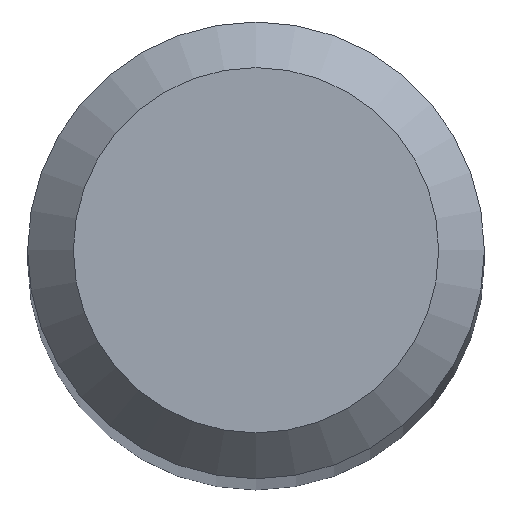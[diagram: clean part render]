
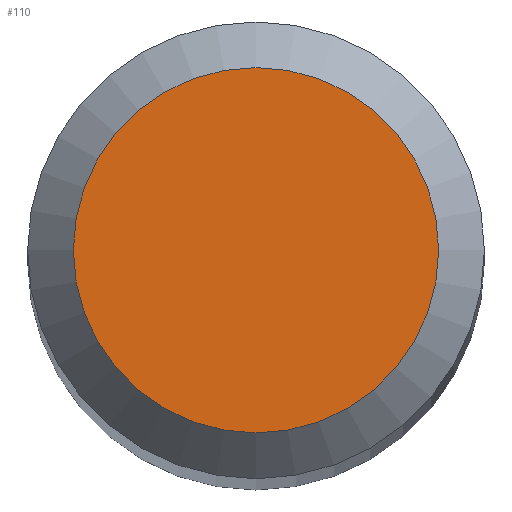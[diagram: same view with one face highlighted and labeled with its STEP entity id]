
A CAD part, top view. The second image highlights one B-rep face of the part: STEP entity #110.
In plain terms, the highlighted planar face has unit normal (0, 0, 1).
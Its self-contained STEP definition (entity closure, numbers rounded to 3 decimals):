
#17 = CARTESIAN_POINT ( 'NONE',  ( 0., 1.2, 46. ) ) ;
#36 = DIRECTION ( 'NONE',  ( 0., 0., -1. ) ) ;
#41 = VERTEX_POINT ( 'NONE', #17 ) ;
#57 = AXIS2_PLACEMENT_3D ( 'NONE', #58, #36, #200 ) ;
#58 = CARTESIAN_POINT ( 'NONE',  ( 0., 0., 46. ) ) ;
#63 = DIRECTION ( 'NONE',  ( 0., 0., -1. ) ) ;
#84 = DIRECTION ( 'NONE',  ( 0., 1., 0. ) ) ;
#103 = CIRCLE ( 'NONE', #212, 1.2 ) ;
#110 = ADVANCED_FACE ( 'NONE', ( #112 ), #199, .F. ) ;
#112 = FACE_OUTER_BOUND ( 'NONE', #182, .T. ) ;
#114 = EDGE_CURVE ( 'NONE', #41, #41, #103, .T. ) ;
#156 = CARTESIAN_POINT ( 'NONE',  ( 0., 0., 46. ) ) ;
#182 = EDGE_LOOP ( 'NONE', ( #185 ) ) ;
#185 = ORIENTED_EDGE ( 'NONE', *, *, #114, .F. ) ;
#199 = PLANE ( 'NONE',  #57 ) ;
#200 = DIRECTION ( 'NONE',  ( 0., 1., 0. ) ) ;
#212 = AXIS2_PLACEMENT_3D ( 'NONE', #156, #63, #84 ) ;
